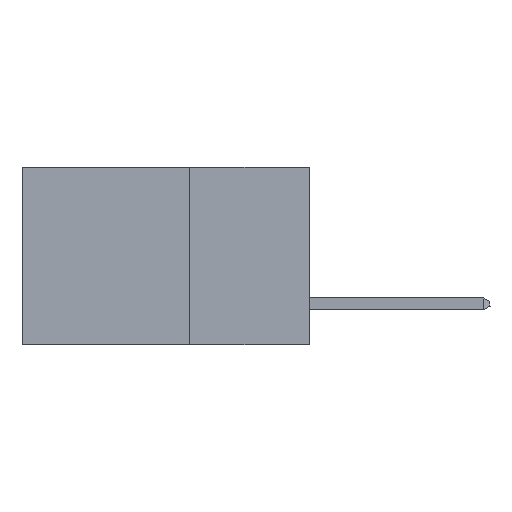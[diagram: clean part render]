
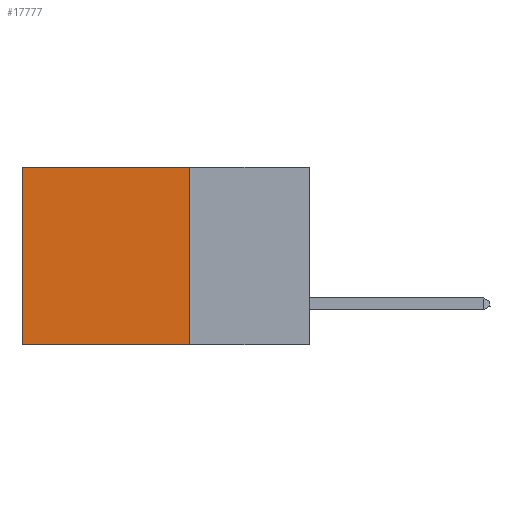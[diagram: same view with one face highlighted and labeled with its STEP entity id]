
A CAD part, left-side view. The second image highlights one B-rep face of the part: STEP entity #17777.
In plain terms, the highlighted planar face has unit normal (-1, 0, 0).
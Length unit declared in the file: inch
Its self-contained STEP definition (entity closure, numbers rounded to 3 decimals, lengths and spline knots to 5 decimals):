
#3991 = EDGE_CURVE ( 'NONE', #20092, #7605, #19500, .T. ) ;
#4354 = AXIS2_PLACEMENT_3D ( 'NONE', #22713, #9050, #18826 ) ;
#6076 = ORIENTED_EDGE ( 'NONE', *, *, #3991, .F. ) ;
#6493 = CARTESIAN_POINT ( 'NONE',  ( 0.2875, 0.25, 0. ) ) ;
#7053 = VERTEX_POINT ( 'NONE', #24818 ) ;
#7605 = VERTEX_POINT ( 'NONE', #16923 ) ;
#7675 = CARTESIAN_POINT ( 'NONE',  ( 0.2875, 0.6, 0. ) ) ;
#8071 = CARTESIAN_POINT ( 'NONE',  ( 0.2875, 0.25, -0.37 ) ) ;
#8884 = EDGE_CURVE ( 'NONE', #15054, #7053, #15264, .T. ) ;
#8957 = PLANE ( 'NONE',  #4354 ) ;
#9050 = DIRECTION ( 'NONE',  ( 1., 0., 0. ) ) ;
#9117 = ORIENTED_EDGE ( 'NONE', *, *, #8884, .T. ) ;
#9677 = LINE ( 'NONE', #19793, #18870 ) ;
#10710 = CARTESIAN_POINT ( 'NONE',  ( 0.2875, 0.6, 0. ) ) ;
#11874 = DIRECTION ( 'NONE',  ( 0., 0., -1. ) ) ;
#13695 = EDGE_CURVE ( 'NONE', #7605, #7053, #23568, .T. ) ;
#14037 = DIRECTION ( 'NONE',  ( 0., 1., 0. ) ) ;
#15054 = VERTEX_POINT ( 'NONE', #10710 ) ;
#15264 = LINE ( 'NONE', #7675, #15537 ) ;
#15488 = ORIENTED_EDGE ( 'NONE', *, *, #23740, .T. ) ;
#15537 = VECTOR ( 'NONE', #11874, 39.37008 ) ;
#16923 = CARTESIAN_POINT ( 'NONE',  ( 0.2875, 0.25, -0.37 ) ) ;
#17372 = VECTOR ( 'NONE', #25350, 39.37008 ) ;
#17777 = ADVANCED_FACE ( 'NONE', ( #23934 ), #8957, .F. ) ;
#17992 = DIRECTION ( 'NONE',  ( 0., 1., 0. ) ) ;
#18306 = VECTOR ( 'NONE', #17992, 39.37008 ) ;
#18785 = ORIENTED_EDGE ( 'NONE', *, *, #13695, .F. ) ;
#18826 = DIRECTION ( 'NONE',  ( 0., 0., -1. ) ) ;
#18870 = VECTOR ( 'NONE', #14037, 39.37008 ) ;
#19500 = LINE ( 'NONE', #21458, #17372 ) ;
#19793 = CARTESIAN_POINT ( 'NONE',  ( 0.2875, 0.25, 0. ) ) ;
#20092 = VERTEX_POINT ( 'NONE', #6493 ) ;
#20286 = EDGE_LOOP ( 'NONE', ( #9117, #18785, #6076, #15488 ) ) ;
#21458 = CARTESIAN_POINT ( 'NONE',  ( 0.2875, 0.25, 0. ) ) ;
#22713 = CARTESIAN_POINT ( 'NONE',  ( 0.2875, 0.25, 0. ) ) ;
#23568 = LINE ( 'NONE', #8071, #18306 ) ;
#23740 = EDGE_CURVE ( 'NONE', #20092, #15054, #9677, .T. ) ;
#23934 = FACE_OUTER_BOUND ( 'NONE', #20286, .T. ) ;
#24818 = CARTESIAN_POINT ( 'NONE',  ( 0.2875, 0.6, -0.37 ) ) ;
#25350 = DIRECTION ( 'NONE',  ( 0., 0., -1. ) ) ;
